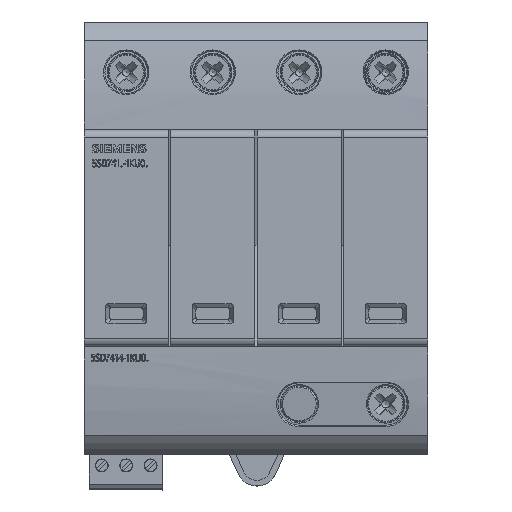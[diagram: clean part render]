
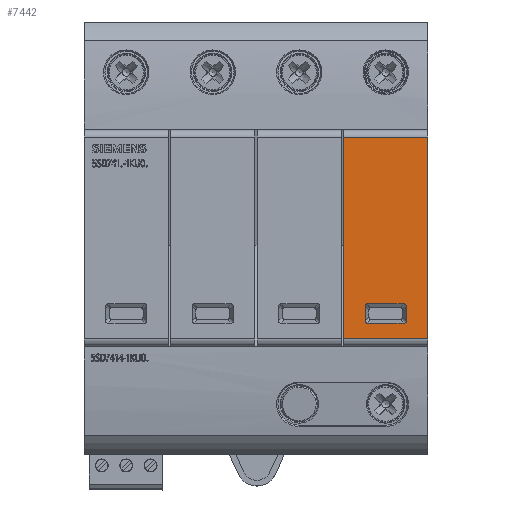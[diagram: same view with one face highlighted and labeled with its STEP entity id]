
A CAD part, top view. The second image highlights one B-rep face of the part: STEP entity #7442.
In plain terms, the highlighted planar face has unit normal (0, 0, 1).
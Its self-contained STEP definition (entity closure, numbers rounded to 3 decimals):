
#7442=ADVANCED_FACE('',(#14032,#14033),#8735,.T.);
#8735=PLANE('',#32949);
#9625=ELLIPSE('',#32925,0.544,0.5);
#9626=ELLIPSE('',#32928,0.544,0.5);
#9627=ELLIPSE('',#32931,0.544,0.5);
#9628=ELLIPSE('',#32934,0.544,0.5);
#9815=LINE('',#43922,#11887);
#10654=LINE('',#48934,#12726);
#10657=LINE('',#48942,#12729);
#10660=LINE('',#48950,#12732);
#10663=LINE('',#48958,#12735);
#10678=LINE('',#48992,#12750);
#10683=LINE('',#49004,#12755);
#10684=LINE('',#49006,#12756);
#11887=VECTOR('',#34373,1.);
#12726=VECTOR('',#36346,1.);
#12729=VECTOR('',#36355,1.);
#12732=VECTOR('',#36364,1.);
#12735=VECTOR('',#36373,1.);
#12750=VECTOR('',#36406,1.);
#12755=VECTOR('',#36419,1.);
#12756=VECTOR('',#36420,1.);
#14032=FACE_BOUND('',#14773,.T.);
#14033=FACE_BOUND('',#14774,.T.);
#14773=EDGE_LOOP('',(#19372,#19373,#19374,#19375,#19376,#19377,#19378,#19379));
#14774=EDGE_LOOP('',(#19380,#19381,#19382,#19383));
#19372=ORIENTED_EDGE('',*,*,#28624,.T.);
#19373=ORIENTED_EDGE('',*,*,#28622,.T.);
#19374=ORIENTED_EDGE('',*,*,#28620,.F.);
#19375=ORIENTED_EDGE('',*,*,#28618,.T.);
#19376=ORIENTED_EDGE('',*,*,#28616,.F.);
#19377=ORIENTED_EDGE('',*,*,#28614,.F.);
#19378=ORIENTED_EDGE('',*,*,#28612,.T.);
#19379=ORIENTED_EDGE('',*,*,#28610,.F.);
#19380=ORIENTED_EDGE('',*,*,#28641,.T.);
#19381=ORIENTED_EDGE('',*,*,#27271,.F.);
#19382=ORIENTED_EDGE('',*,*,#28647,.F.);
#19383=ORIENTED_EDGE('',*,*,#28648,.T.);
#24539=VERTEX_POINT('',#43921);
#24540=VERTEX_POINT('',#43923);
#25427=VERTEX_POINT('',#48929);
#25428=VERTEX_POINT('',#48931);
#25429=VERTEX_POINT('',#48935);
#25430=VERTEX_POINT('',#48939);
#25431=VERTEX_POINT('',#48943);
#25432=VERTEX_POINT('',#48947);
#25433=VERTEX_POINT('',#48951);
#25434=VERTEX_POINT('',#48955);
#25445=VERTEX_POINT('',#48993);
#25448=VERTEX_POINT('',#49005);
#27271=EDGE_CURVE('',#24539,#24540,#9815,.T.);
#28610=EDGE_CURVE('',#25427,#25428,#9625,.T.);
#28612=EDGE_CURVE('',#25429,#25428,#10654,.T.);
#28614=EDGE_CURVE('',#25429,#25430,#9626,.T.);
#28616=EDGE_CURVE('',#25430,#25431,#10657,.T.);
#28618=EDGE_CURVE('',#25432,#25431,#9627,.T.);
#28620=EDGE_CURVE('',#25432,#25433,#10660,.T.);
#28622=EDGE_CURVE('',#25434,#25433,#9628,.T.);
#28624=EDGE_CURVE('',#25427,#25434,#10663,.T.);
#28641=EDGE_CURVE('',#25445,#24540,#10678,.T.);
#28647=EDGE_CURVE('',#25448,#24539,#10683,.T.);
#28648=EDGE_CURVE('',#25448,#25445,#10684,.T.);
#32925=AXIS2_PLACEMENT_3D('',#48930,#36341,#36342);
#32928=AXIS2_PLACEMENT_3D('',#48938,#36350,#36351);
#32931=AXIS2_PLACEMENT_3D('',#48946,#36359,#36360);
#32934=AXIS2_PLACEMENT_3D('',#48954,#36368,#36369);
#32949=AXIS2_PLACEMENT_3D('',#49007,#36421,#36422);
#34373=DIRECTION('',(0.,-1.,0.));
#36341=DIRECTION('',(0.,0.,1.));
#36342=DIRECTION('',(0.707,-0.707,0.));
#36346=DIRECTION('',(0.,1.,0.));
#36350=DIRECTION('',(0.,0.,1.));
#36351=DIRECTION('',(0.707,0.707,0.));
#36355=DIRECTION('',(1.,0.,0.));
#36359=DIRECTION('',(0.,0.,-1.));
#36360=DIRECTION('',(-0.707,0.707,0.));
#36364=DIRECTION('',(0.,1.,0.));
#36368=DIRECTION('',(0.,0.,-1.));
#36369=DIRECTION('',(-0.707,-0.707,0.));
#36373=DIRECTION('',(1.,0.,0.));
#36406=DIRECTION('',(1.,0.,0.));
#36419=DIRECTION('',(1.,0.,0.));
#36420=DIRECTION('',(0.,-1.,0.));
#36421=DIRECTION('',(0.,0.,1.));
#36422=DIRECTION('',(-1.,0.,0.));
#43921=CARTESIAN_POINT('',(71.5,73.3,72.45));
#43922=CARTESIAN_POINT('',(71.5,74.3,72.45));
#43923=CARTESIAN_POINT('',(71.5,31.3,72.45));
#48929=CARTESIAN_POINT('',(58.929,38.6,72.45));
#48930=CARTESIAN_POINT('',(58.972,38.078,72.45));
#48931=CARTESIAN_POINT('',(58.45,38.121,72.45));
#48934=CARTESIAN_POINT('',(58.45,35.079,72.45));
#48935=CARTESIAN_POINT('',(58.45,35.079,72.45));
#48938=CARTESIAN_POINT('',(58.972,35.122,72.45));
#48939=CARTESIAN_POINT('',(58.929,34.6,72.45));
#48942=CARTESIAN_POINT('',(58.929,34.6,72.45));
#48943=CARTESIAN_POINT('',(66.571,34.6,72.45));
#48946=CARTESIAN_POINT('',(66.528,35.122,72.45));
#48947=CARTESIAN_POINT('',(67.05,35.079,72.45));
#48950=CARTESIAN_POINT('',(67.05,35.079,72.45));
#48951=CARTESIAN_POINT('',(67.05,38.121,72.45));
#48954=CARTESIAN_POINT('',(66.528,38.078,72.45));
#48955=CARTESIAN_POINT('',(66.571,38.6,72.45));
#48958=CARTESIAN_POINT('',(58.929,38.6,72.45));
#48992=CARTESIAN_POINT('',(54.5,31.3,72.45));
#48993=CARTESIAN_POINT('',(54.,31.3,72.45));
#49004=CARTESIAN_POINT('',(54.5,73.3,72.45));
#49005=CARTESIAN_POINT('',(54.,73.3,72.45));
#49006=CARTESIAN_POINT('',(54.,73.3,72.45));
#49007=CARTESIAN_POINT('',(54.5,73.3,72.45));
